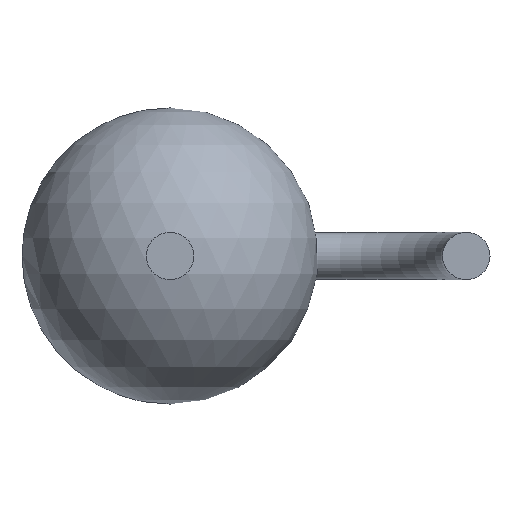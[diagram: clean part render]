
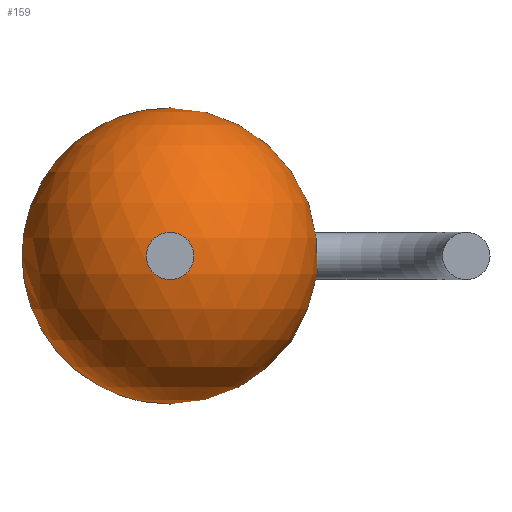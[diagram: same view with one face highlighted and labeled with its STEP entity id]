
A CAD part, front view. The second image highlights one B-rep face of the part: STEP entity #159.
In plain terms, the highlighted spherical face has radius 2.5 mm.
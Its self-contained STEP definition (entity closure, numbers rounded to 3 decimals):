
#22=FACE_BOUND('',#39,.T.);
#24=SPHERICAL_SURFACE('',#196,2.5);
#27=FACE_OUTER_BOUND('',#38,.T.);
#38=EDGE_LOOP('',(#118,#119));
#39=EDGE_LOOP('',(#120,#121));
#55=CIRCLE('',#192,2.);
#56=CIRCLE('',#193,2.);
#58=CIRCLE('',#197,2.5);
#72=VERTEX_POINT('',#281);
#73=VERTEX_POINT('',#283);
#76=VERTEX_POINT('',#291);
#77=VERTEX_POINT('',#292);
#91=EDGE_CURVE('',#72,#73,#55,.T.);
#92=EDGE_CURVE('',#73,#72,#56,.T.);
#94=EDGE_CURVE('',#76,#77,#58,.T.);
#118=ORIENTED_EDGE('',*,*,#94,.T.);
#119=ORIENTED_EDGE('',*,*,#94,.F.);
#120=ORIENTED_EDGE('',*,*,#92,.F.);
#121=ORIENTED_EDGE('',*,*,#91,.F.);
#159=ADVANCED_FACE('',(#27,#22),#24,.T.);
#192=AXIS2_PLACEMENT_3D('',#284,#225,#226);
#193=AXIS2_PLACEMENT_3D('',#285,#227,#228);
#196=AXIS2_PLACEMENT_3D('',#290,#233,#234);
#197=AXIS2_PLACEMENT_3D('',#293,#235,#236);
#225=DIRECTION('center_axis',(0.,1.,0.));
#226=DIRECTION('ref_axis',(1.,0.,0.));
#227=DIRECTION('center_axis',(0.,1.,0.));
#228=DIRECTION('ref_axis',(1.,0.,0.));
#233=DIRECTION('center_axis',(0.,0.,1.));
#234=DIRECTION('ref_axis',(1.,0.,0.));
#235=DIRECTION('center_axis',(0.,-1.,0.));
#236=DIRECTION('ref_axis',(-1.,0.,0.));
#281=CARTESIAN_POINT('',(4.5,4.,0.));
#283=CARTESIAN_POINT('',(0.5,4.,0.));
#284=CARTESIAN_POINT('Origin',(2.5,4.,0.));
#285=CARTESIAN_POINT('Origin',(2.5,4.,0.));
#290=CARTESIAN_POINT('Origin',(2.5,2.5,0.));
#291=CARTESIAN_POINT('',(2.5,2.5,2.5));
#292=CARTESIAN_POINT('',(2.5,2.5,-2.5));
#293=CARTESIAN_POINT('Origin',(2.5,2.5,0.));
